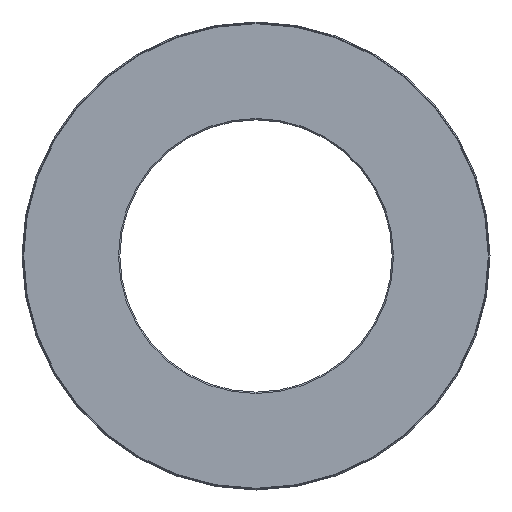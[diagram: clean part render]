
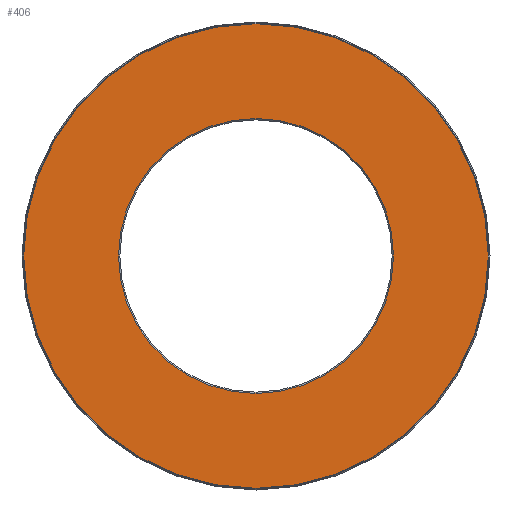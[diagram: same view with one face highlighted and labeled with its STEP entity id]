
A CAD part, front view. The second image highlights one B-rep face of the part: STEP entity #406.
In plain terms, the highlighted planar face has unit normal (0, -1, 0).
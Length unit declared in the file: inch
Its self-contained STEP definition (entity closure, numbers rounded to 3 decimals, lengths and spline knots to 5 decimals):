
#13 = DIRECTION ( 'NONE',  ( 0., 1., 0. ) ) ;
#35 = EDGE_LOOP ( 'NONE', ( #168 ) ) ;
#64 = AXIS2_PLACEMENT_3D ( 'NONE', #203, #13, #202 ) ;
#70 = DIRECTION ( 'NONE',  ( 0., 0., 1. ) ) ;
#142 = AXIS2_PLACEMENT_3D ( 'NONE', #454, #453, #408 ) ;
#148 = FACE_BOUND ( 'NONE', #35, .T. ) ;
#168 = ORIENTED_EDGE ( 'NONE', *, *, #256, .T. ) ;
#181 = PLANE ( 'NONE',  #534 ) ;
#198 = ORIENTED_EDGE ( 'NONE', *, *, #412, .F. ) ;
#202 = DIRECTION ( 'NONE',  ( 0., 0., 1. ) ) ;
#203 = CARTESIAN_POINT ( 'NONE',  ( 0., 0., 0. ) ) ;
#222 = EDGE_LOOP ( 'NONE', ( #198 ) ) ;
#238 = CIRCLE ( 'NONE', #142, 3.4125 ) ;
#256 = EDGE_CURVE ( 'NONE', #426, #426, #329, .T. ) ;
#314 = CARTESIAN_POINT ( 'NONE',  ( 0., 0., 0. ) ) ;
#329 = CIRCLE ( 'NONE', #64, 2.02 ) ;
#375 = CARTESIAN_POINT ( 'NONE',  ( 0., 0., 2.02 ) ) ;
#406 = ADVANCED_FACE ( 'NONE', ( #565, #148 ), #181, .F. ) ;
#408 = DIRECTION ( 'NONE',  ( 0., 0., 1. ) ) ;
#412 = EDGE_CURVE ( 'NONE', #527, #527, #238, .T. ) ;
#424 = CARTESIAN_POINT ( 'NONE',  ( 0., 0., 3.4125 ) ) ;
#426 = VERTEX_POINT ( 'NONE', #375 ) ;
#453 = DIRECTION ( 'NONE',  ( 0., 1., 0. ) ) ;
#454 = CARTESIAN_POINT ( 'NONE',  ( 0., 0., 0. ) ) ;
#527 = VERTEX_POINT ( 'NONE', #424 ) ;
#534 = AXIS2_PLACEMENT_3D ( 'NONE', #314, #540, #70 ) ;
#540 = DIRECTION ( 'NONE',  ( 0., 1., 0. ) ) ;
#565 = FACE_OUTER_BOUND ( 'NONE', #222, .T. ) ;
